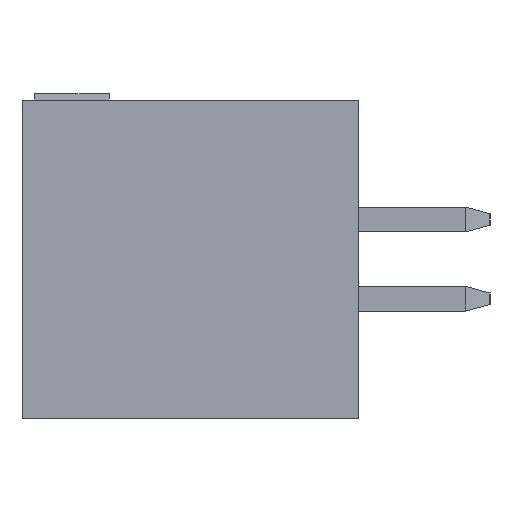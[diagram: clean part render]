
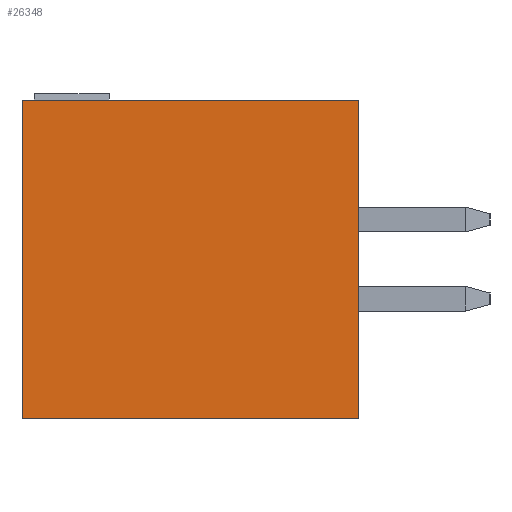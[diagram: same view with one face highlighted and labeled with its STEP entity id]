
A CAD part, left-side view. The second image highlights one B-rep face of the part: STEP entity #26348.
In plain terms, the highlighted planar face has unit normal (-1, 0, 0).
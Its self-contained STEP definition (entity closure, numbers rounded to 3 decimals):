
#1953 = CARTESIAN_POINT ( 'NONE',  ( -15.85, 5.4, 2.55 ) ) ;
#2150 = CARTESIAN_POINT ( 'NONE',  ( -15.85, 5.4, 2.55 ) ) ;
#2983 = EDGE_CURVE ( 'NONE', #7345, #12539, #20313, .T. ) ;
#4065 = VECTOR ( 'NONE', #7543, 1000. ) ;
#4598 = DIRECTION ( 'NONE',  ( 0., 0., -1. ) ) ;
#4733 = VECTOR ( 'NONE', #25503, 1000. ) ;
#7345 = VERTEX_POINT ( 'NONE', #11936 ) ;
#7543 = DIRECTION ( 'NONE',  ( 0., 0., 1. ) ) ;
#8855 = CARTESIAN_POINT ( 'NONE',  ( -15.85, 5.4, 2.55 ) ) ;
#9049 = CARTESIAN_POINT ( 'NONE',  ( -15.85, 0., 0. ) ) ;
#9867 = PLANE ( 'NONE',  #25729 ) ;
#11936 = CARTESIAN_POINT ( 'NONE',  ( -15.85, 5.4, -2.55 ) ) ;
#12539 = VERTEX_POINT ( 'NONE', #8855 ) ;
#12760 = LINE ( 'NONE', #30099, #18316 ) ;
#12842 = ORIENTED_EDGE ( 'NONE', *, *, #31438, .F. ) ;
#15266 = DIRECTION ( 'NONE',  ( 1., 0., 0. ) ) ;
#18316 = VECTOR ( 'NONE', #19340, 1000. ) ;
#18593 = CARTESIAN_POINT ( 'NONE',  ( -15.85, 0., -2.55 ) ) ;
#19187 = VERTEX_POINT ( 'NONE', #28182 ) ;
#19340 = DIRECTION ( 'NONE',  ( 0., -1., 0. ) ) ;
#20313 = LINE ( 'NONE', #1953, #4065 ) ;
#22093 = ORIENTED_EDGE ( 'NONE', *, *, #22362, .F. ) ;
#22238 = VECTOR ( 'NONE', #26600, 1000. ) ;
#22362 = EDGE_CURVE ( 'NONE', #19187, #27731, #32471, .T. ) ;
#23427 = LINE ( 'NONE', #2150, #22238 ) ;
#25503 = DIRECTION ( 'NONE',  ( 0., 0., -1. ) ) ;
#25729 = AXIS2_PLACEMENT_3D ( 'NONE', #31698, #15266, #4598 ) ;
#26348 = ADVANCED_FACE ( 'NONE', ( #28382 ), #9867, .F. ) ;
#26600 = DIRECTION ( 'NONE',  ( 0., -1., 0. ) ) ;
#27731 = VERTEX_POINT ( 'NONE', #18593 ) ;
#28182 = CARTESIAN_POINT ( 'NONE',  ( -15.85, 0., 2.55 ) ) ;
#28382 = FACE_OUTER_BOUND ( 'NONE', #35264, .T. ) ;
#29450 = ORIENTED_EDGE ( 'NONE', *, *, #29916, .T. ) ;
#29916 = EDGE_CURVE ( 'NONE', #7345, #27731, #12760, .T. ) ;
#30099 = CARTESIAN_POINT ( 'NONE',  ( -15.85, 5.4, -2.55 ) ) ;
#31438 = EDGE_CURVE ( 'NONE', #12539, #19187, #23427, .T. ) ;
#31698 = CARTESIAN_POINT ( 'NONE',  ( -15.85, 5.4, 2.55 ) ) ;
#32471 = LINE ( 'NONE', #9049, #4733 ) ;
#33323 = ORIENTED_EDGE ( 'NONE', *, *, #2983, .F. ) ;
#35264 = EDGE_LOOP ( 'NONE', ( #12842, #33323, #29450, #22093 ) ) ;
